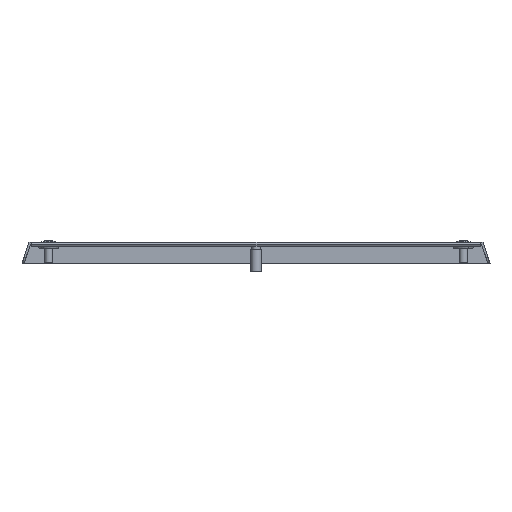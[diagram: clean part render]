
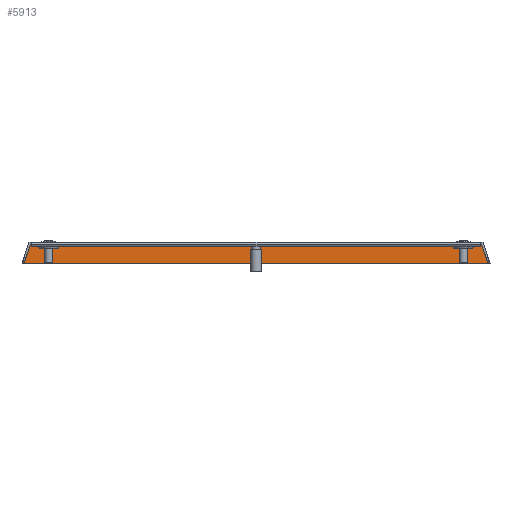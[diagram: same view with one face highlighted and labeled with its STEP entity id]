
A CAD part, front view. The second image highlights one B-rep face of the part: STEP entity #5913.
In plain terms, the highlighted planar face has unit normal (0, -1, 0).
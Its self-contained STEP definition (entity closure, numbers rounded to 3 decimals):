
#114 = CARTESIAN_POINT ( 'NONE',  ( 0., 800.4, -1.5 ) ) ;
#190 = LINE ( 'NONE', #1836, #261 ) ;
#243 = VERTEX_POINT ( 'NONE', #4061 ) ;
#261 = VECTOR ( 'NONE', #3964, 1000. ) ;
#305 = CARTESIAN_POINT ( 'NONE',  ( -174.94, 800.4, -16. ) ) ;
#349 = CARTESIAN_POINT ( 'NONE',  ( -173.513, 800.4, -16.464 ) ) ;
#413 = VECTOR ( 'NONE', #863, 1000. ) ;
#649 = ORIENTED_EDGE ( 'NONE', *, *, #5051, .F. ) ;
#863 = DIRECTION ( 'NONE',  ( 0.309, 0., 0.951 ) ) ;
#1212 = EDGE_CURVE ( 'NONE', #243, #5907, #1757, .T. ) ;
#1425 = VECTOR ( 'NONE', #2195, 1000. ) ;
#1508 = EDGE_LOOP ( 'NONE', ( #649, #6661, #4038, #1696 ) ) ;
#1696 = ORIENTED_EDGE ( 'NONE', *, *, #6359, .F. ) ;
#1757 = LINE ( 'NONE', #2310, #6629 ) ;
#1804 = FACE_OUTER_BOUND ( 'NONE', #1508, .T. ) ;
#1836 = CARTESIAN_POINT ( 'NONE',  ( 0., 800.4, -16. ) ) ;
#2195 = DIRECTION ( 'NONE',  ( -1., 0., 0. ) ) ;
#2310 = CARTESIAN_POINT ( 'NONE',  ( 140.103, 800.4, 86.364 ) ) ;
#2694 = DIRECTION ( 'NONE',  ( 0.309, 0., -0.951 ) ) ;
#2879 = EDGE_CURVE ( 'NONE', #243, #3725, #4257, .T. ) ;
#2905 = PLANE ( 'NONE',  #5514 ) ;
#3725 = VERTEX_POINT ( 'NONE', #4665 ) ;
#3964 = DIRECTION ( 'NONE',  ( -1., 0., 0. ) ) ;
#4038 = ORIENTED_EDGE ( 'NONE', *, *, #2879, .T. ) ;
#4061 = CARTESIAN_POINT ( 'NONE',  ( 168.651, 800.4, -1.5 ) ) ;
#4257 = LINE ( 'NONE', #114, #1425 ) ;
#4665 = CARTESIAN_POINT ( 'NONE',  ( -168.651, 800.4, -1.5 ) ) ;
#5051 = EDGE_CURVE ( 'NONE', #5907, #5593, #190, .T. ) ;
#5067 = CARTESIAN_POINT ( 'NONE',  ( 173.363, 800.4, -16. ) ) ;
#5514 = AXIS2_PLACEMENT_3D ( 'NONE', #305, #6057, #6097 ) ;
#5580 = CARTESIAN_POINT ( 'NONE',  ( -173.363, 800.4, -16. ) ) ;
#5593 = VERTEX_POINT ( 'NONE', #5580 ) ;
#5907 = VERTEX_POINT ( 'NONE', #5067 ) ;
#5913 = ADVANCED_FACE ( 'NONE', ( #1804 ), #2905, .F. ) ;
#6057 = DIRECTION ( 'NONE',  ( 0., 1., 0. ) ) ;
#6097 = DIRECTION ( 'NONE',  ( 0., 0., 1. ) ) ;
#6359 = EDGE_CURVE ( 'NONE', #5593, #3725, #6665, .T. ) ;
#6629 = VECTOR ( 'NONE', #2694, 1000. ) ;
#6661 = ORIENTED_EDGE ( 'NONE', *, *, #1212, .F. ) ;
#6665 = LINE ( 'NONE', #349, #413 ) ;
